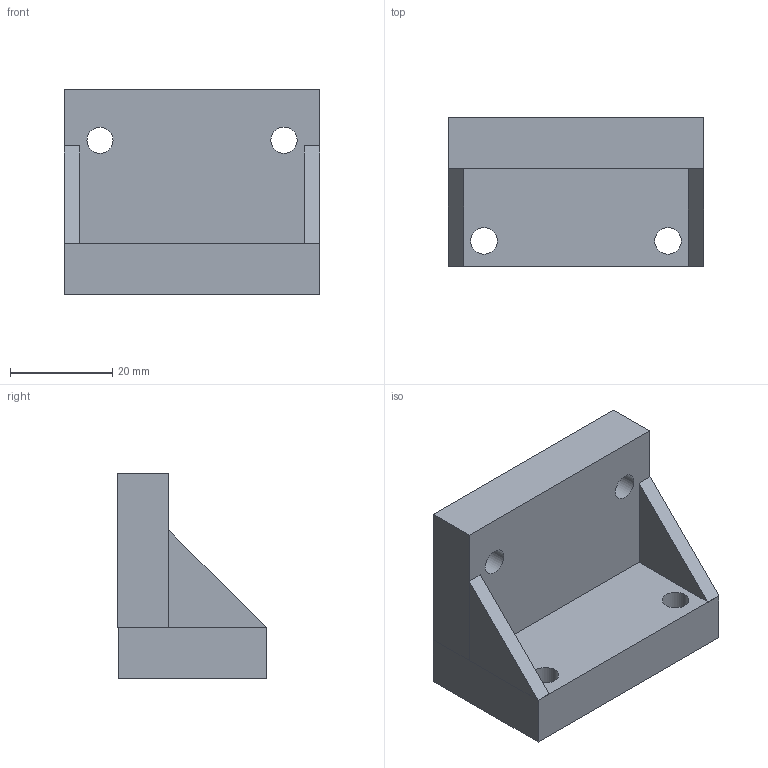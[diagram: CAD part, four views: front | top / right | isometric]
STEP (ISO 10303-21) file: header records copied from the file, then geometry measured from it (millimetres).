
FILE_DESCRIPTION(('FreeCAD Model'),'2;1');
FILE_NAME('Open CASCADE Shape Model','2022-05-14T21:11:10',('Author'),( ''),'Open CASCADE STEP processor 7.5','FreeCAD','Unknown');
FILE_SCHEMA(('AUTOMOTIVE_DESIGN { 1 0 10303 214 1 1 1 1 }'));
Length unit declared in the file: millimetre
Products named in the file (1): Body
Bounding box: 50 x 29.08 x 40 mm (x, y, z)
Volume: 29749.7 mm3; surface area: 9455.3 mm2
Topology: 1 solids, 1 shells, 28 faces, 66 edges, 40 vertices
Faces by surface type: plane 24, cylinder 4
Full cylindrical faces by diameter (mm): 5.114 x1, 5.143 x1, 5.187 x1, 5.208 x1
Entity records: 1696 total; most frequent: CARTESIAN_POINT 303, DIRECTION 258, LINE 182, VECTOR 182, ORIENTED_EDGE 132, PCURVE 132, DEFINITIONAL_REPRESENTATION 132, EDGE_CURVE 66
